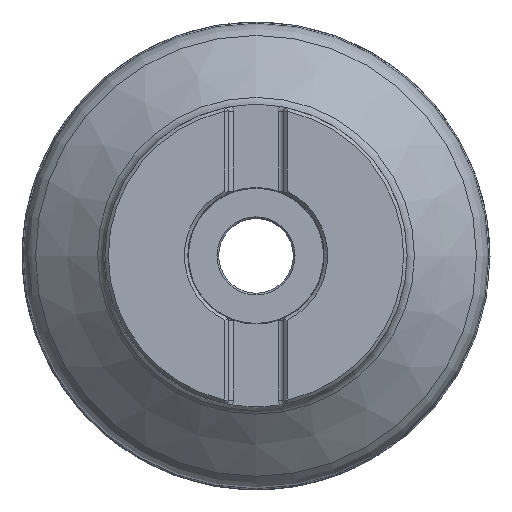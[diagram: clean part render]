
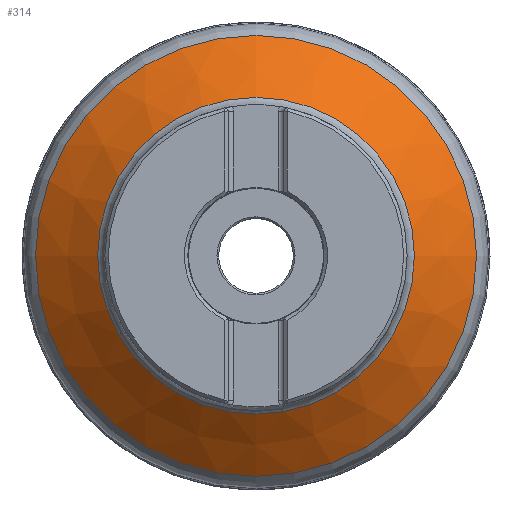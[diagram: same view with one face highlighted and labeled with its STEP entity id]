
A CAD part, top view. The second image highlights one B-rep face of the part: STEP entity #314.
In plain terms, the highlighted conical face has half-angle 50 degrees and reference radius 44.5 mm.
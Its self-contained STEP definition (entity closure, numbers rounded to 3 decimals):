
#132=CONICAL_SURFACE('',#1674,44.5,50.);
#314=ADVANCED_FACE('',(#537,#538),#132,.T.);
#537=FACE_BOUND('',#634,.T.);
#538=FACE_BOUND('',#635,.T.);
#634=EDGE_LOOP('',(#794));
#635=EDGE_LOOP('',(#795));
#794=ORIENTED_EDGE('',*,*,#1201,.T.);
#795=ORIENTED_EDGE('',*,*,#1202,.T.);
#1084=VERTEX_POINT('',#2531);
#1085=VERTEX_POINT('',#2533);
#1201=EDGE_CURVE('',#1084,#1084,#1339,.T.);
#1202=EDGE_CURVE('',#1085,#1085,#1340,.T.);
#1339=CIRCLE('',#1672,64.928);
#1340=CIRCLE('',#1673,46.643);
#1672=AXIS2_PLACEMENT_3D('',#2530,#1948,#1949);
#1673=AXIS2_PLACEMENT_3D('',#2532,#1950,#1951);
#1674=AXIS2_PLACEMENT_3D('',#2534,#1952,#1953);
#1948=DIRECTION('',(0.,0.,1.));
#1949=DIRECTION('',(1.,0.,0.));
#1950=DIRECTION('',(0.,0.,-1.));
#1951=DIRECTION('',(-1.,0.,0.));
#1952=DIRECTION('',(0.,0.,-1.));
#1953=DIRECTION('',(-1.,0.,0.));
#2530=CARTESIAN_POINT('',(0.,0.,-35.141));
#2531=CARTESIAN_POINT('',(64.928,0.,-35.141));
#2532=CARTESIAN_POINT('',(0.,0.,-19.798));
#2533=CARTESIAN_POINT('',(-46.643,0.,-19.798));
#2534=CARTESIAN_POINT('',(0.,0.,-18.));
